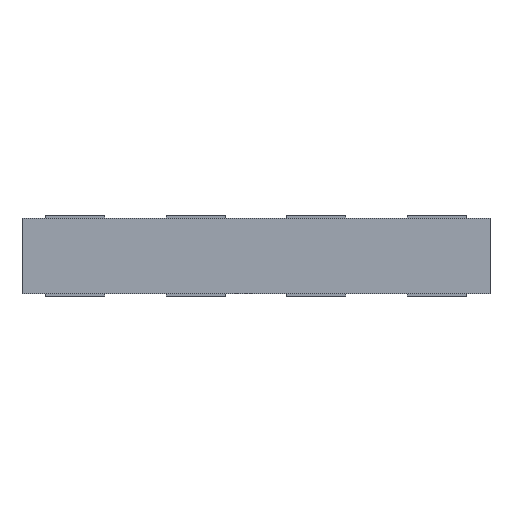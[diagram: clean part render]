
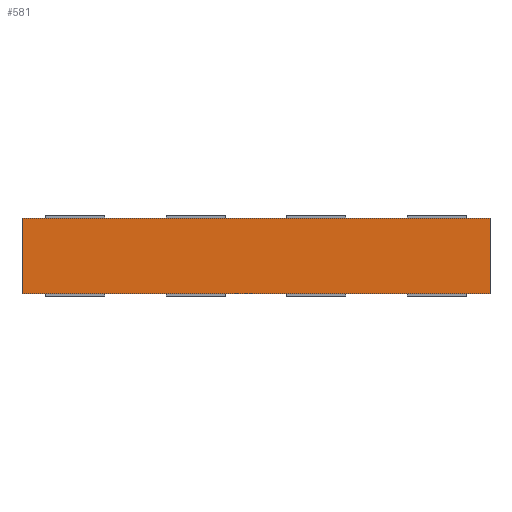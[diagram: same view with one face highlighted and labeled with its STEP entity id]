
A CAD part, top view. The second image highlights one B-rep face of the part: STEP entity #581.
In plain terms, the highlighted planar face has unit normal (0, 0, 1).
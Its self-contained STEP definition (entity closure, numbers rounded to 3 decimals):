
#324=PLANE('',#6277);
#581=ADVANCED_FACE('',(#927),#324,.F.);
#927=FACE_OUTER_BOUND('',#1246,.T.);
#1246=EDGE_LOOP('',(#2065,#2066,#2067,#2068));
#2065=ORIENTED_EDGE('',*,*,#4143,.F.);
#2066=ORIENTED_EDGE('',*,*,#4166,.F.);
#2067=ORIENTED_EDGE('',*,*,#4144,.F.);
#2068=ORIENTED_EDGE('',*,*,#4073,.F.);
#3416=VERTEX_POINT('',#8643);
#3417=VERTEX_POINT('',#8645);
#3488=VERTEX_POINT('',#8799);
#3489=VERTEX_POINT('',#8803);
#4073=EDGE_CURVE('',#3417,#3416,#4913,.T.);
#4143=EDGE_CURVE('',#3488,#3417,#4981,.T.);
#4144=EDGE_CURVE('',#3416,#3489,#4982,.T.);
#4166=EDGE_CURVE('',#3489,#3488,#5004,.T.);
#4913=LINE('',#8646,#5639);
#4981=LINE('',#8800,#5707);
#4982=LINE('',#8802,#5708);
#5004=LINE('',#8846,#5730);
#5639=VECTOR('',#6858,1.);
#5707=VECTOR('',#6940,1.);
#5708=VECTOR('',#6943,1.);
#5730=VECTOR('',#6967,1.);
#6277=AXIS2_PLACEMENT_3D('',#8847,#6968,#6969);
#6858=DIRECTION('',(0.,1.,0.));
#6940=DIRECTION('',(-1.,0.,0.));
#6943=DIRECTION('',(1.,0.,0.));
#6967=DIRECTION('',(0.,-1.,0.));
#6968=DIRECTION('',(0.,0.,-1.));
#6969=DIRECTION('',(-1.,0.,0.));
#8643=CARTESIAN_POINT('',(-12.45,1.6,5.2));
#8645=CARTESIAN_POINT('',(-12.45,-1.6,5.2));
#8646=CARTESIAN_POINT('',(-12.45,6.5,5.2));
#8799=CARTESIAN_POINT('',(7.35,-1.6,5.2));
#8800=CARTESIAN_POINT('',(-17.25,-1.6,5.2));
#8802=CARTESIAN_POINT('',(-10.95,1.6,5.2));
#8803=CARTESIAN_POINT('',(7.35,1.6,5.2));
#8846=CARTESIAN_POINT('',(7.35,6.5,5.2));
#8847=CARTESIAN_POINT('',(-37.65,6.5,5.2));
